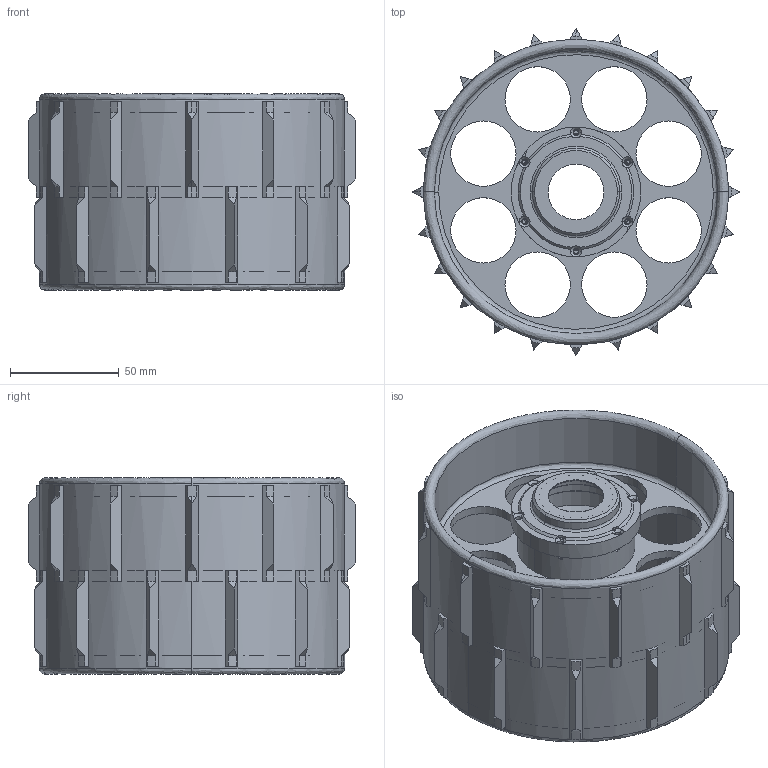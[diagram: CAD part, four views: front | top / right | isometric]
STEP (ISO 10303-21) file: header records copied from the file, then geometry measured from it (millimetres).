
FILE_DESCRIPTION (( 'STEP AP214' ), '1' );
FILE_NAME ('wheel with hub.STEP', '2017-06-07T09:39:14', ( '' ), ( '' ), 'SwSTEP 2.0', 'SolidWorks 2016', '' );
FILE_SCHEMA (( 'AUTOMOTIVE_DESIGN' ));
Length unit declared in the file: millimetre
Products named in the file (1): wheel with hub
Bounding box: 150 x 150 x 90 mm (x, y, z)
Volume: 160925.2 mm3; surface area: 176250.9 mm2
Topology: 1 solids, 5 shells, 455 faces, 1125 edges, 703 vertices
Faces by surface type: cylinder 170, cone 129, plane 127, bspline 16, torus 13
Entity records: 14881 total; most frequent: CARTESIAN_POINT 3924, DIRECTION 2361, ORIENTED_EDGE 2250, EDGE_CURVE 1125, AXIS2_PLACEMENT_3D 948, VERTEX_POINT 703, EDGE_LOOP 524, CIRCLE 508
